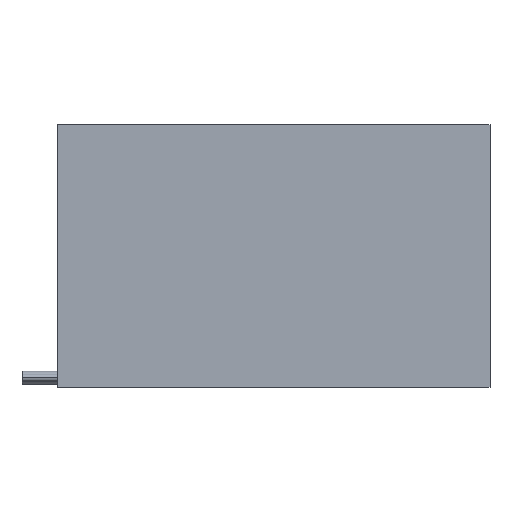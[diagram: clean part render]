
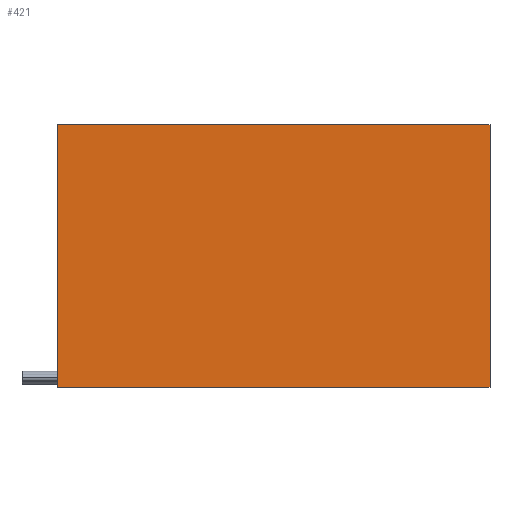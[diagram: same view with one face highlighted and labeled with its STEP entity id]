
A CAD part, top view. The second image highlights one B-rep face of the part: STEP entity #421.
In plain terms, the highlighted planar face has unit normal (0, 0, 1).
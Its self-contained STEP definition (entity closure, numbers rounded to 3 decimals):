
#139 = DIRECTION ( 'NONE',  ( -1., 0., 0. ) ) ;
#369 = VECTOR ( 'NONE', #5285, 1000. ) ;
#385 = CARTESIAN_POINT ( 'NONE',  ( 182., 110.5, 49.3 ) ) ;
#421 = ADVANCED_FACE ( 'NONE', ( #3352 ), #2888, .T. ) ;
#460 = VERTEX_POINT ( 'NONE', #385 ) ;
#951 = LINE ( 'NONE', #4543, #1985 ) ;
#1216 = CARTESIAN_POINT ( 'NONE',  ( -182., 110.5, 49.3 ) ) ;
#1299 = CARTESIAN_POINT ( 'NONE',  ( 0., 0., 49.3 ) ) ;
#1659 = LINE ( 'NONE', #1216, #2373 ) ;
#1729 = CARTESIAN_POINT ( 'NONE',  ( -182., -110.5, 49.3 ) ) ;
#1771 = VECTOR ( 'NONE', #5493, 1000. ) ;
#1828 = CARTESIAN_POINT ( 'NONE',  ( -182., -110.5, 49.3 ) ) ;
#1985 = VECTOR ( 'NONE', #6034, 1000. ) ;
#2373 = VECTOR ( 'NONE', #139, 1000. ) ;
#2628 = EDGE_CURVE ( 'NONE', #2777, #5509, #3311, .T. ) ;
#2777 = VERTEX_POINT ( 'NONE', #1828 ) ;
#2888 = PLANE ( 'NONE',  #5909 ) ;
#2909 = EDGE_CURVE ( 'NONE', #5509, #460, #951, .T. ) ;
#3018 = LINE ( 'NONE', #4534, #1771 ) ;
#3075 = CARTESIAN_POINT ( 'NONE',  ( 182., -110.5, 49.3 ) ) ;
#3099 = EDGE_CURVE ( 'NONE', #460, #4306, #1659, .T. ) ;
#3311 = LINE ( 'NONE', #1729, #369 ) ;
#3352 = FACE_OUTER_BOUND ( 'NONE', #5884, .T. ) ;
#4053 = ORIENTED_EDGE ( 'NONE', *, *, #2909, .T. ) ;
#4306 = VERTEX_POINT ( 'NONE', #5954 ) ;
#4534 = CARTESIAN_POINT ( 'NONE',  ( -182., 110.5, 49.3 ) ) ;
#4543 = CARTESIAN_POINT ( 'NONE',  ( 182., 110.5, 49.3 ) ) ;
#4723 = ORIENTED_EDGE ( 'NONE', *, *, #2628, .T. ) ;
#5094 = ORIENTED_EDGE ( 'NONE', *, *, #6052, .T. ) ;
#5285 = DIRECTION ( 'NONE',  ( 1., 0., 0. ) ) ;
#5493 = DIRECTION ( 'NONE',  ( 0., -1., 0. ) ) ;
#5509 = VERTEX_POINT ( 'NONE', #3075 ) ;
#5515 = ORIENTED_EDGE ( 'NONE', *, *, #3099, .T. ) ;
#5884 = EDGE_LOOP ( 'NONE', ( #4053, #5515, #5094, #4723 ) ) ;
#5909 = AXIS2_PLACEMENT_3D ( 'NONE', #1299, #5922, #6427 ) ;
#5922 = DIRECTION ( 'NONE',  ( 0., 0., 1. ) ) ;
#5954 = CARTESIAN_POINT ( 'NONE',  ( -182., 110.5, 49.3 ) ) ;
#6034 = DIRECTION ( 'NONE',  ( 0., 1., 0. ) ) ;
#6052 = EDGE_CURVE ( 'NONE', #4306, #2777, #3018, .T. ) ;
#6427 = DIRECTION ( 'NONE',  ( 1., 0., 0. ) ) ;
